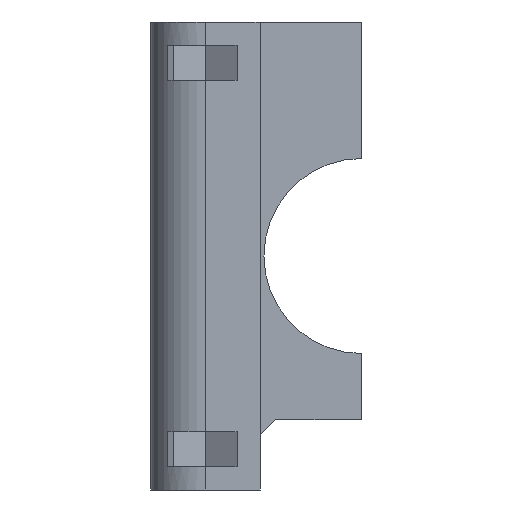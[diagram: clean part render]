
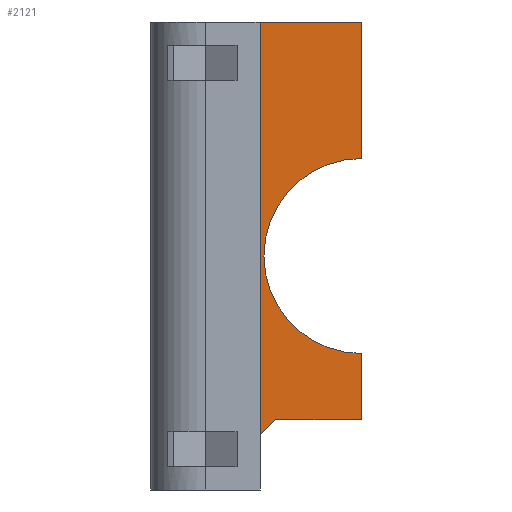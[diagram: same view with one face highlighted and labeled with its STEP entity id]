
A CAD part, left-side view. The second image highlights one B-rep face of the part: STEP entity #2121.
In plain terms, the highlighted planar face has unit normal (-1, 0, 0).
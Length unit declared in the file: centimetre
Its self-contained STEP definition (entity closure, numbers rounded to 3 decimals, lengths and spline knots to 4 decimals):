
#159=CIRCLE('',#2237,0.225);
#160=CIRCLE('',#2238,0.225);
#161=CIRCLE('',#2239,1.25);
#202=VERTEX_POINT('',#2837);
#203=VERTEX_POINT('',#2838);
#208=VERTEX_POINT('',#2848);
#209=VERTEX_POINT('',#2850);
#217=VERTEX_POINT('',#2867);
#218=VERTEX_POINT('',#2869);
#221=VERTEX_POINT('',#2873);
#222=VERTEX_POINT('',#2876);
#224=VERTEX_POINT('',#2882);
#225=VERTEX_POINT('',#2884);
#226=VERTEX_POINT('',#2885);
#227=VERTEX_POINT('',#2887);
#228=VERTEX_POINT('',#2889);
#229=VERTEX_POINT('',#2892);
#230=VERTEX_POINT('',#2894);
#231=VERTEX_POINT('',#2896);
#232=VERTEX_POINT('',#2898);
#233=VERTEX_POINT('',#2900);
#234=VERTEX_POINT('',#2903);
#235=VERTEX_POINT('',#2905);
#236=VERTEX_POINT('',#2907);
#422=VECTOR('',#2383,1.);
#428=VECTOR('',#2389,1.);
#435=VECTOR('',#2401,1.);
#437=VECTOR('',#2404,1.);
#440=VECTOR('',#2410,1.);
#441=VECTOR('',#2411,1.);
#442=VECTOR('',#2412,1.);
#443=VECTOR('',#2413,1.);
#444=VECTOR('',#2416,1.);
#445=VECTOR('',#2417,1.);
#446=VECTOR('',#2418,1.);
#447=VECTOR('',#2419,1.);
#448=VECTOR('',#2420,1.);
#449=VECTOR('',#2421,1.);
#450=VECTOR('',#2422,1.);
#451=VECTOR('',#2423,1.);
#452=VECTOR('',#2424,1.);
#639=LINE('',#2836,#422);
#645=LINE('',#2849,#428);
#652=LINE('',#2868,#435);
#654=LINE('',#2875,#437);
#657=LINE('',#2883,#440);
#658=LINE('',#2886,#441);
#659=LINE('',#2888,#442);
#660=LINE('',#2890,#443);
#661=LINE('',#2893,#444);
#662=LINE('',#2895,#445);
#663=LINE('',#2897,#446);
#664=LINE('',#2899,#447);
#665=LINE('',#2901,#448);
#666=LINE('',#2902,#449);
#667=LINE('',#2904,#450);
#668=LINE('',#2906,#451);
#669=LINE('',#2908,#452);
#852=EDGE_CURVE('',#202,#203,#639,.T.);
#858=EDGE_CURVE('',#209,#208,#645,.T.);
#868=EDGE_CURVE('',#218,#217,#652,.T.);
#872=EDGE_CURVE('',#208,#221,#652,.T.);
#873=EDGE_CURVE('',#222,#202,#654,.T.);
#876=EDGE_CURVE('',#224,#224,#159,.T.);
#877=EDGE_CURVE('',#225,#226,#657,.T.);
#878=EDGE_CURVE('',#227,#226,#658,.T.);
#879=EDGE_CURVE('',#228,#227,#659,.T.);
#880=EDGE_CURVE('',#225,#228,#660,.T.);
#881=EDGE_CURVE('',#229,#229,#160,.T.);
#882=EDGE_CURVE('',#230,#221,#661,.T.);
#883=EDGE_CURVE('',#231,#230,#662,.T.);
#884=EDGE_CURVE('',#232,#231,#663,.T.);
#885=EDGE_CURVE('',#233,#232,#664,.T.);
#886=EDGE_CURVE('',#218,#233,#665,.T.);
#887=EDGE_CURVE('',#217,#234,#666,.T.);
#888=EDGE_CURVE('',#234,#235,#667,.T.);
#889=EDGE_CURVE('',#235,#236,#668,.T.);
#890=EDGE_CURVE('',#236,#222,#669,.T.);
#891=EDGE_CURVE('',#203,#209,#161,.T.);
#1203=ORIENTED_EDGE('',*,*,#876,.F.);
#1204=ORIENTED_EDGE('',*,*,#877,.T.);
#1205=ORIENTED_EDGE('',*,*,#878,.F.);
#1206=ORIENTED_EDGE('',*,*,#879,.F.);
#1207=ORIENTED_EDGE('',*,*,#880,.F.);
#1208=ORIENTED_EDGE('',*,*,#881,.F.);
#1209=ORIENTED_EDGE('',*,*,#858,.T.);
#1210=ORIENTED_EDGE('',*,*,#872,.T.);
#1211=ORIENTED_EDGE('',*,*,#882,.F.);
#1212=ORIENTED_EDGE('',*,*,#883,.F.);
#1213=ORIENTED_EDGE('',*,*,#884,.F.);
#1214=ORIENTED_EDGE('',*,*,#885,.F.);
#1215=ORIENTED_EDGE('',*,*,#886,.F.);
#1216=ORIENTED_EDGE('',*,*,#868,.T.);
#1217=ORIENTED_EDGE('',*,*,#887,.T.);
#1218=ORIENTED_EDGE('',*,*,#888,.T.);
#1219=ORIENTED_EDGE('',*,*,#889,.T.);
#1220=ORIENTED_EDGE('',*,*,#890,.T.);
#1221=ORIENTED_EDGE('',*,*,#873,.T.);
#1222=ORIENTED_EDGE('',*,*,#852,.T.);
#1223=ORIENTED_EDGE('',*,*,#891,.T.);
#1832=EDGE_LOOP('',(#1203));
#1833=EDGE_LOOP('',(#1204,#1205,#1206,#1207));
#1834=EDGE_LOOP('',(#1208));
#1835=EDGE_LOOP('',(#1209,#1210,#1211,#1212,#1213,#1214,#1215,#1216,#1217,
#1218,#1219,#1220,#1221,#1222,#1223));
#1977=FACE_BOUND('',#1832,.T.);
#1978=FACE_BOUND('',#1833,.T.);
#1979=FACE_BOUND('',#1834,.T.);
#1980=FACE_BOUND('',#1835,.T.);
#2121=ADVANCED_FACE('',(#1977,#1978,#1979,#1980),#3610,.T.);
#2236=AXIS2_PLACEMENT_3D('',#2880,#2407,$);
#2237=AXIS2_PLACEMENT_3D('',#2881,#2408,#2409);
#2238=AXIS2_PLACEMENT_3D('',#2891,#2414,#2415);
#2239=AXIS2_PLACEMENT_3D('',#2909,#2425,#2426);
#2383=DIRECTION('',(0.,0.,1.));
#2389=DIRECTION('',(0.,0.,1.));
#2401=DIRECTION('',(0.,1.,0.));
#2404=DIRECTION('',(0.,-1.,0.));
#2407=DIRECTION('',(-1.,0.,0.));
#2408=DIRECTION('',(-1.,0.,0.));
#2409=DIRECTION('',(0.,0.,0.225));
#2410=DIRECTION('',(0.,-1.,0.));
#2411=DIRECTION('',(0.,0.,1.));
#2412=DIRECTION('',(0.,-1.,0.));
#2413=DIRECTION('',(0.,0.,-1.));
#2414=DIRECTION('',(-1.,0.,0.));
#2415=DIRECTION('',(0.,0.,0.225));
#2416=DIRECTION('',(0.,0.,1.));
#2417=DIRECTION('',(0.,-1.,0.));
#2418=DIRECTION('',(0.,0.,1.));
#2419=DIRECTION('',(0.,-1.,0.));
#2420=DIRECTION('',(0.,0.,-1.));
#2421=DIRECTION('',(0.,0.,-1.));
#2422=DIRECTION('',(0.,-1.,0.));
#2423=DIRECTION('',(0.,0.,1.));
#2424=DIRECTION('',(0.,-0.707,0.707));
#2425=DIRECTION('',(1.,0.,0.));
#2426=DIRECTION('',(0.,0.,-1.25));
#2836=CARTESIAN_POINT('',(1.293,0.,1.0367));
#2837=CARTESIAN_POINT('',(1.293,0.,-2.0999));
#2838=CARTESIAN_POINT('',(1.293,0.,-1.25));
#2848=CARTESIAN_POINT('',(1.293,0.,3.));
#2849=CARTESIAN_POINT('',(1.293,0.,1.0367));
#2850=CARTESIAN_POINT('',(1.293,0.,1.25));
#2867=CARTESIAN_POINT('',(1.293,2.7003,3.));
#2868=CARTESIAN_POINT('',(1.293,-2.7,3.));
#2869=CARTESIAN_POINT('',(1.293,2.7,3.));
#2873=CARTESIAN_POINT('',(1.293,1.3,3.));
#2875=CARTESIAN_POINT('',(1.293,1.1001,-2.0999));
#2876=CARTESIAN_POINT('',(1.293,1.1001,-2.0999));
#2880=CARTESIAN_POINT('',(1.293,2.7,2.075));
#2881=CARTESIAN_POINT('',(1.293,1.55,-1.55));
#2882=CARTESIAN_POINT('',(1.293,1.55,-1.775));
#2883=CARTESIAN_POINT('',(1.293,2.7,1.15));
#2884=CARTESIAN_POINT('',(1.293,2.7,1.15));
#2885=CARTESIAN_POINT('',(1.293,2.3,1.15));
#2886=CARTESIAN_POINT('',(1.293,2.3,1.2064));
#2887=CARTESIAN_POINT('',(1.293,2.3,-0.45));
#2888=CARTESIAN_POINT('',(1.293,2.7,-0.45));
#2889=CARTESIAN_POINT('',(1.293,2.7,-0.45));
#2890=CARTESIAN_POINT('',(1.293,2.7,-1.4811));
#2891=CARTESIAN_POINT('',(1.293,1.55,1.55));
#2892=CARTESIAN_POINT('',(1.293,1.55,1.325));
#2893=CARTESIAN_POINT('',(1.293,1.3,1.4189));
#2894=CARTESIAN_POINT('',(1.293,1.3,2.6));
#2895=CARTESIAN_POINT('',(1.293,0.9001,2.6));
#2896=CARTESIAN_POINT('',(1.293,2.3,2.6));
#2897=CARTESIAN_POINT('',(1.293,2.3,1.2064));
#2898=CARTESIAN_POINT('',(1.293,2.3,2.15));
#2899=CARTESIAN_POINT('',(1.293,2.6,2.15));
#2900=CARTESIAN_POINT('',(1.293,2.7,2.15));
#2901=CARTESIAN_POINT('',(1.293,2.7,-1.4811));
#2902=CARTESIAN_POINT('',(1.293,2.7003,3.));
#2903=CARTESIAN_POINT('',(1.293,2.7003,-3.));
#2904=CARTESIAN_POINT('',(1.293,2.7003,-3.));
#2905=CARTESIAN_POINT('',(1.293,2.,-3.));
#2906=CARTESIAN_POINT('',(1.293,2.,-3.));
#2907=CARTESIAN_POINT('',(1.293,2.,-2.9997));
#2908=CARTESIAN_POINT('',(1.293,2.0003,-3.));
#2909=CARTESIAN_POINT('',(1.293,0.,0.));
#3610=PLANE('',#2236);
